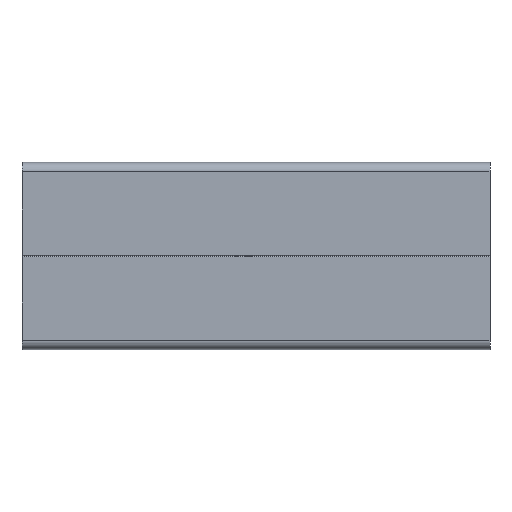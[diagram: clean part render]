
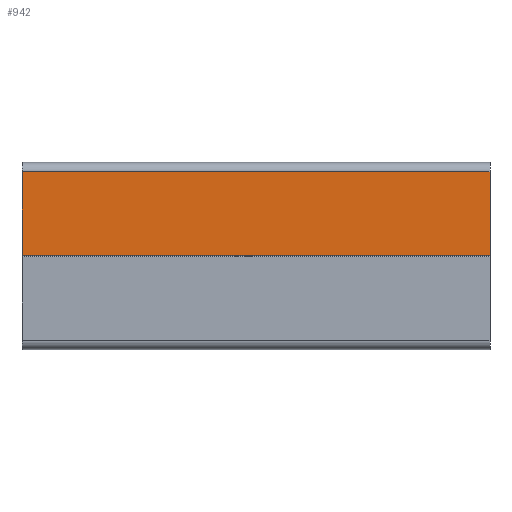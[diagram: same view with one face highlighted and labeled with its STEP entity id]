
A CAD part, left-side view. The second image highlights one B-rep face of the part: STEP entity #942.
In plain terms, the highlighted planar face has unit normal (-1, 0, 0).
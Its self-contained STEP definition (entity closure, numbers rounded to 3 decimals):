
#71 = PLANE ( 'NONE',  #1204 ) ;
#213 = DIRECTION ( 'NONE',  ( 0., 1., 0. ) ) ;
#220 = CARTESIAN_POINT ( 'NONE',  ( -8., 0., 36. ) ) ;
#262 = VERTEX_POINT ( 'NONE', #1953 ) ;
#309 = DIRECTION ( 'NONE',  ( 0., 0., 1. ) ) ;
#369 = VECTOR ( 'NONE', #453, 1000. ) ;
#399 = ORIENTED_EDGE ( 'NONE', *, *, #633, .T. ) ;
#413 = FACE_OUTER_BOUND ( 'NONE', #2094, .T. ) ;
#430 = CARTESIAN_POINT ( 'NONE',  ( -8., 200., 36. ) ) ;
#453 = DIRECTION ( 'NONE',  ( 0., 0., -1. ) ) ;
#463 = EDGE_CURVE ( 'NONE', #1535, #1379, #1479, .T. ) ;
#596 = CARTESIAN_POINT ( 'NONE',  ( -8., 0., 0.3 ) ) ;
#633 = EDGE_CURVE ( 'NONE', #262, #1253, #1324, .T. ) ;
#711 = ORIENTED_EDGE ( 'NONE', *, *, #463, .T. ) ;
#741 = DIRECTION ( 'NONE',  ( -1., 0., 0. ) ) ;
#756 = DIRECTION ( 'NONE',  ( 0., -1., 0. ) ) ;
#765 = DIRECTION ( 'NONE',  ( 0., 0., 1. ) ) ;
#821 = EDGE_CURVE ( 'NONE', #1253, #1535, #1051, .T. ) ;
#942 = ADVANCED_FACE ( 'NONE', ( #413 ), #71, .T. ) ;
#1004 = EDGE_CURVE ( 'NONE', #1379, #262, #1395, .T. ) ;
#1051 = LINE ( 'NONE', #1188, #1801 ) ;
#1177 = VECTOR ( 'NONE', #756, 1000. ) ;
#1188 = CARTESIAN_POINT ( 'NONE',  ( -8., 0., 36. ) ) ;
#1204 = AXIS2_PLACEMENT_3D ( 'NONE', #1211, #741, #765 ) ;
#1211 = CARTESIAN_POINT ( 'NONE',  ( -8., 0., 0.3 ) ) ;
#1253 = VERTEX_POINT ( 'NONE', #220 ) ;
#1279 = CARTESIAN_POINT ( 'NONE',  ( -8., 0., 0.3 ) ) ;
#1324 = LINE ( 'NONE', #1279, #2059 ) ;
#1340 = CARTESIAN_POINT ( 'NONE',  ( -8., 200., 0.3 ) ) ;
#1379 = VERTEX_POINT ( 'NONE', #1340 ) ;
#1395 = LINE ( 'NONE', #596, #1177 ) ;
#1413 = CARTESIAN_POINT ( 'NONE',  ( -8., 200., 0.3 ) ) ;
#1479 = LINE ( 'NONE', #1413, #369 ) ;
#1535 = VERTEX_POINT ( 'NONE', #430 ) ;
#1676 = ORIENTED_EDGE ( 'NONE', *, *, #821, .T. ) ;
#1801 = VECTOR ( 'NONE', #213, 1000. ) ;
#1901 = ORIENTED_EDGE ( 'NONE', *, *, #1004, .T. ) ;
#1953 = CARTESIAN_POINT ( 'NONE',  ( -8., 0., 0.3 ) ) ;
#2059 = VECTOR ( 'NONE', #309, 1000. ) ;
#2094 = EDGE_LOOP ( 'NONE', ( #399, #1676, #711, #1901 ) ) ;
